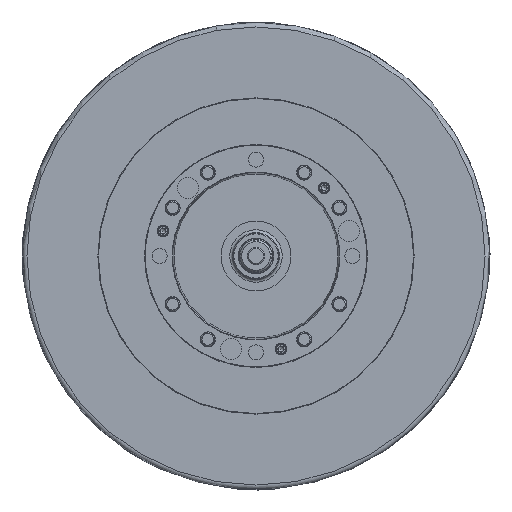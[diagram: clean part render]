
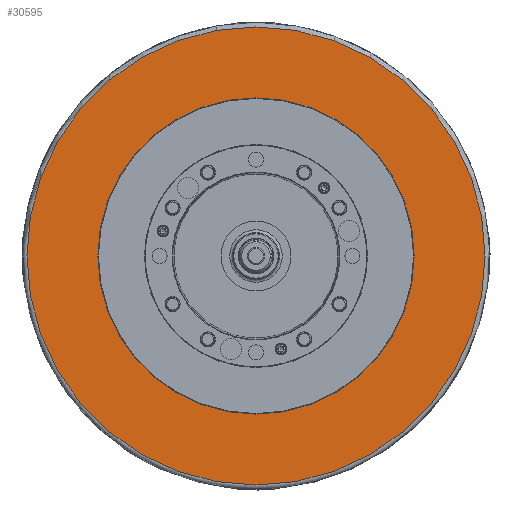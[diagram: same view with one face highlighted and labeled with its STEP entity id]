
A CAD part, left-side view. The second image highlights one B-rep face of the part: STEP entity #30595.
In plain terms, the highlighted planar face has unit normal (-1, 0, 0).
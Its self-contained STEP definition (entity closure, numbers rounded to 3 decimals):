
#1787 = PLANE ( 'NONE',  #3178 ) ;
#3178 = AXIS2_PLACEMENT_3D ( 'NONE', #26256, #50769, #75221 ) ;
#3480 = VERTEX_POINT ( 'NONE', #27959 ) ;
#12940 = DIRECTION ( 'NONE',  ( 1., 0., 0. ) ) ;
#14190 = ORIENTED_EDGE ( 'NONE', *, *, #41126, .T. ) ;
#18962 = AXIS2_PLACEMENT_3D ( 'NONE', #67895, #12940, #37401 ) ;
#19198 = EDGE_LOOP ( 'NONE', ( #14190 ) ) ;
#23612 = DIRECTION ( 'NONE',  ( -1., 0., 0. ) ) ;
#26256 = CARTESIAN_POINT ( 'NONE',  ( 1., 400., 0. ) ) ;
#27959 = CARTESIAN_POINT ( 'NONE',  ( 1., 0., 392.5 ) ) ;
#30117 = CIRCLE ( 'NONE', #74981, 392.5 ) ;
#30595 = ADVANCED_FACE ( 'NONE', ( #32268, #56775 ), #1787, .T. ) ;
#32268 = FACE_OUTER_BOUND ( 'NONE', #41013, .T. ) ;
#34046 = VERTEX_POINT ( 'NONE', #58559 ) ;
#37401 = DIRECTION ( 'NONE',  ( 0., 0., -1. ) ) ;
#40945 = ORIENTED_EDGE ( 'NONE', *, *, #71834, .T. ) ;
#41013 = EDGE_LOOP ( 'NONE', ( #40945 ) ) ;
#41126 = EDGE_CURVE ( 'NONE', #34046, #34046, #53557, .T. ) ;
#48107 = DIRECTION ( 'NONE',  ( 0., 0., 1. ) ) ;
#50769 = DIRECTION ( 'NONE',  ( -1., 0., 0. ) ) ;
#53557 = CIRCLE ( 'NONE', #18962, 271. ) ;
#56775 = FACE_BOUND ( 'NONE', #19198, .T. ) ;
#58559 = CARTESIAN_POINT ( 'NONE',  ( 1., 0., -271. ) ) ;
#67895 = CARTESIAN_POINT ( 'NONE',  ( 1., 0., 0. ) ) ;
#71834 = EDGE_CURVE ( 'NONE', #3480, #3480, #30117, .T. ) ;
#74981 = AXIS2_PLACEMENT_3D ( 'NONE', #78587, #23612, #48107 ) ;
#75221 = DIRECTION ( 'NONE',  ( 0., 0., 1. ) ) ;
#78587 = CARTESIAN_POINT ( 'NONE',  ( 1., 0., 0. ) ) ;
